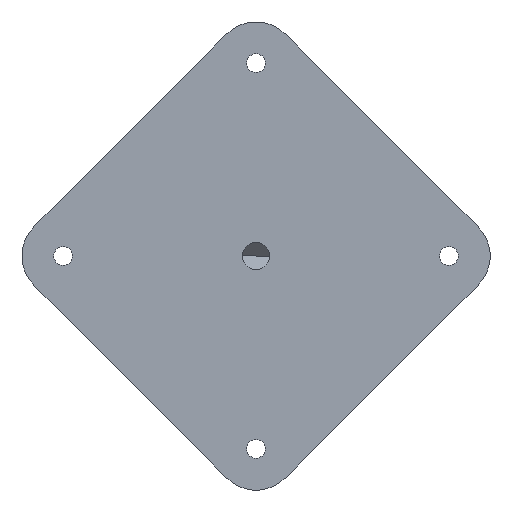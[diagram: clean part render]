
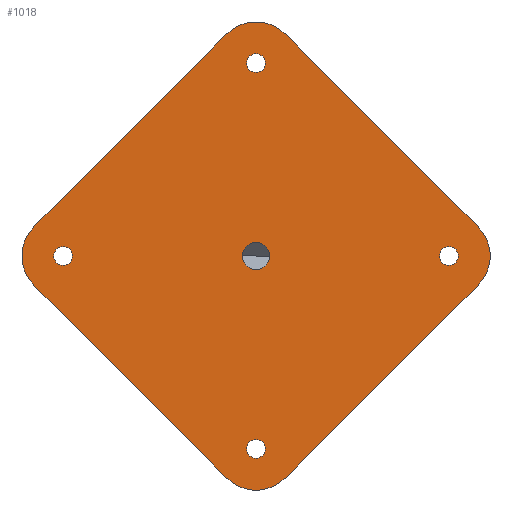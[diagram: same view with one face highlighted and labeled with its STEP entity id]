
A CAD part, front view. The second image highlights one B-rep face of the part: STEP entity #1018.
In plain terms, the highlighted planar face has unit normal (0, -1, 0).
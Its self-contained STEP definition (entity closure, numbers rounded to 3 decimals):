
#35=FACE_BOUND('',#173,.T.);
#36=FACE_BOUND('',#174,.T.);
#37=FACE_BOUND('',#175,.T.);
#38=FACE_BOUND('',#176,.T.);
#39=FACE_BOUND('',#177,.T.);
#44=CIRCLE('',#1084,1.7);
#45=CIRCLE('',#1086,1.7);
#46=CIRCLE('',#1088,1.7);
#47=CIRCLE('',#1090,1.7);
#48=CIRCLE('',#1092,2.5);
#51=CIRCLE('',#1097,7.5);
#53=CIRCLE('',#1101,7.5);
#55=CIRCLE('',#1105,7.5);
#57=CIRCLE('',#1109,7.5);
#109=FACE_OUTER_BOUND('',#172,.T.);
#172=EDGE_LOOP('',(#911,#912,#913,#914,#915,#916,#917,#918));
#173=EDGE_LOOP('',(#919));
#174=EDGE_LOOP('',(#920));
#175=EDGE_LOOP('',(#921));
#176=EDGE_LOOP('',(#922));
#177=EDGE_LOOP('',(#923));
#284=LINE('',#1614,#404);
#288=LINE('',#1626,#408);
#292=LINE('',#1638,#412);
#296=LINE('',#1650,#416);
#404=VECTOR('',#1326,10.);
#408=VECTOR('',#1338,10.);
#412=VECTOR('',#1350,10.);
#416=VECTOR('',#1362,10.);
#488=VERTEX_POINT('',#1586);
#489=VERTEX_POINT('',#1590);
#490=VERTEX_POINT('',#1594);
#491=VERTEX_POINT('',#1598);
#492=VERTEX_POINT('',#1602);
#496=VERTEX_POINT('',#1611);
#497=VERTEX_POINT('',#1613);
#499=VERTEX_POINT('',#1619);
#501=VERTEX_POINT('',#1625);
#503=VERTEX_POINT('',#1631);
#505=VERTEX_POINT('',#1637);
#507=VERTEX_POINT('',#1643);
#509=VERTEX_POINT('',#1649);
#614=EDGE_CURVE('',#488,#488,#44,.T.);
#616=EDGE_CURVE('',#489,#489,#45,.T.);
#618=EDGE_CURVE('',#490,#490,#46,.T.);
#620=EDGE_CURVE('',#491,#491,#47,.T.);
#621=EDGE_CURVE('',#492,#492,#48,.T.);
#626=EDGE_CURVE('',#497,#496,#284,.T.);
#629=EDGE_CURVE('',#499,#497,#51,.T.);
#632=EDGE_CURVE('',#501,#499,#288,.T.);
#635=EDGE_CURVE('',#503,#501,#53,.T.);
#638=EDGE_CURVE('',#505,#503,#292,.T.);
#641=EDGE_CURVE('',#507,#505,#55,.T.);
#644=EDGE_CURVE('',#509,#507,#296,.T.);
#647=EDGE_CURVE('',#496,#509,#57,.T.);
#911=ORIENTED_EDGE('',*,*,#647,.T.);
#912=ORIENTED_EDGE('',*,*,#644,.T.);
#913=ORIENTED_EDGE('',*,*,#641,.T.);
#914=ORIENTED_EDGE('',*,*,#638,.T.);
#915=ORIENTED_EDGE('',*,*,#635,.T.);
#916=ORIENTED_EDGE('',*,*,#632,.T.);
#917=ORIENTED_EDGE('',*,*,#629,.T.);
#918=ORIENTED_EDGE('',*,*,#626,.T.);
#919=ORIENTED_EDGE('',*,*,#614,.T.);
#920=ORIENTED_EDGE('',*,*,#616,.T.);
#921=ORIENTED_EDGE('',*,*,#618,.T.);
#922=ORIENTED_EDGE('',*,*,#620,.T.);
#923=ORIENTED_EDGE('',*,*,#621,.T.);
#966=PLANE('',#1111);
#1018=ADVANCED_FACE('',(#109,#35,#36,#37,#38,#39),#966,.F.);
#1084=AXIS2_PLACEMENT_3D('',#1588,#1298,#1299);
#1086=AXIS2_PLACEMENT_3D('',#1592,#1303,#1304);
#1088=AXIS2_PLACEMENT_3D('',#1596,#1308,#1309);
#1090=AXIS2_PLACEMENT_3D('',#1600,#1313,#1314);
#1092=AXIS2_PLACEMENT_3D('',#1603,#1317,#1318);
#1097=AXIS2_PLACEMENT_3D('',#1620,#1332,#1333);
#1101=AXIS2_PLACEMENT_3D('',#1632,#1344,#1345);
#1105=AXIS2_PLACEMENT_3D('',#1644,#1356,#1357);
#1109=AXIS2_PLACEMENT_3D('',#1654,#1368,#1369);
#1111=AXIS2_PLACEMENT_3D('',#1656,#1372,#1373);
#1298=DIRECTION('center_axis',(0.,1.,0.));
#1299=DIRECTION('ref_axis',(-1.,0.,0.));
#1303=DIRECTION('center_axis',(0.,1.,0.));
#1304=DIRECTION('ref_axis',(-1.,0.,0.));
#1308=DIRECTION('center_axis',(0.,1.,0.));
#1309=DIRECTION('ref_axis',(-1.,0.,0.));
#1313=DIRECTION('center_axis',(0.,1.,0.));
#1314=DIRECTION('ref_axis',(-1.,0.,0.));
#1317=DIRECTION('center_axis',(0.,1.,0.));
#1318=DIRECTION('ref_axis',(1.,0.,0.));
#1326=DIRECTION('',(-0.707,0.,-0.707));
#1332=DIRECTION('center_axis',(0.,-1.,0.));
#1333=DIRECTION('ref_axis',(-1.,0.,0.));
#1338=DIRECTION('',(-0.707,0.,0.707));
#1344=DIRECTION('center_axis',(0.,-1.,0.));
#1345=DIRECTION('ref_axis',(-1.,0.,0.));
#1350=DIRECTION('',(0.707,0.,0.707));
#1356=DIRECTION('center_axis',(0.,-1.,0.));
#1357=DIRECTION('ref_axis',(-1.,0.,0.));
#1362=DIRECTION('',(0.707,0.,-0.707));
#1368=DIRECTION('center_axis',(0.,-1.,0.));
#1369=DIRECTION('ref_axis',(-1.,0.,0.));
#1372=DIRECTION('center_axis',(0.,1.,0.));
#1373=DIRECTION('ref_axis',(0.,0.,1.));
#1586=CARTESIAN_POINT('',(36.7,-5.,0.));
#1588=CARTESIAN_POINT('Origin',(35.,-5.,0.));
#1590=CARTESIAN_POINT('',(-33.3,-5.,0.));
#1592=CARTESIAN_POINT('Origin',(-35.,-5.,0.));
#1594=CARTESIAN_POINT('',(1.7,-5.,35.));
#1596=CARTESIAN_POINT('Origin',(0.,-5.,35.));
#1598=CARTESIAN_POINT('',(1.7,-5.,-35.));
#1600=CARTESIAN_POINT('Origin',(0.,-5.,-35.));
#1602=CARTESIAN_POINT('',(-2.5,-5.,0.));
#1603=CARTESIAN_POINT('Origin',(0.,-5.,0.));
#1611=CARTESIAN_POINT('',(-40.303,-5.,5.303));
#1613=CARTESIAN_POINT('',(-5.303,-5.,40.303));
#1614=CARTESIAN_POINT('',(-40.303,-5.,5.303));
#1619=CARTESIAN_POINT('',(5.303,-5.,40.303));
#1620=CARTESIAN_POINT('Origin',(0.,-5.,35.));
#1625=CARTESIAN_POINT('',(40.303,-5.,5.303));
#1626=CARTESIAN_POINT('',(5.303,-5.,40.303));
#1631=CARTESIAN_POINT('',(40.303,-5.,-5.303));
#1632=CARTESIAN_POINT('Origin',(35.,-5.,0.));
#1637=CARTESIAN_POINT('',(5.303,-5.,-40.303));
#1638=CARTESIAN_POINT('',(40.303,-5.,-5.303));
#1643=CARTESIAN_POINT('',(-5.303,-5.,-40.303));
#1644=CARTESIAN_POINT('Origin',(0.,-5.,-35.));
#1649=CARTESIAN_POINT('',(-40.303,-5.,-5.303));
#1650=CARTESIAN_POINT('',(-5.303,-5.,-40.303));
#1654=CARTESIAN_POINT('Origin',(-35.,-5.,0.));
#1656=CARTESIAN_POINT('Origin',(0.,-5.,0.));
